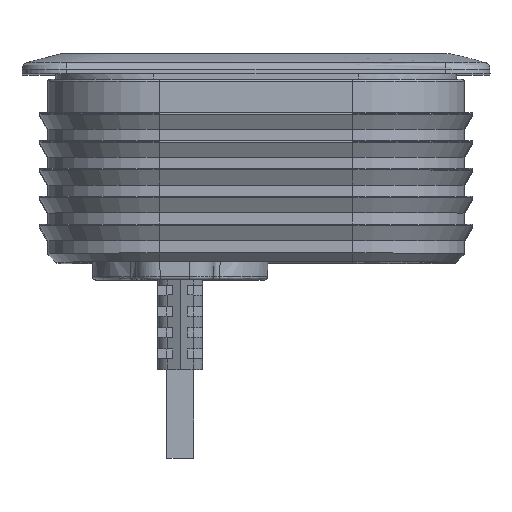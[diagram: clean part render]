
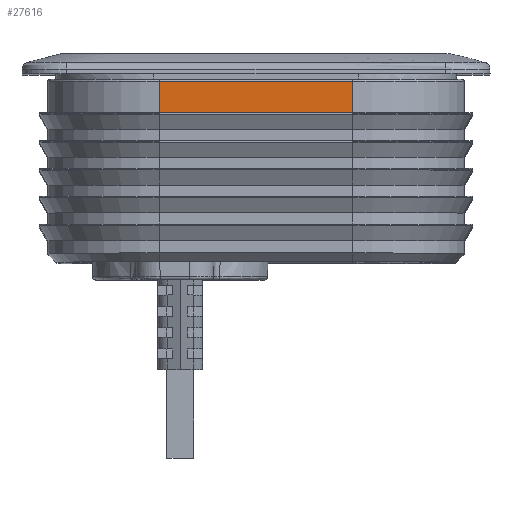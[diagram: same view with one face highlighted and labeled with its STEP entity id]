
A CAD part, top view. The second image highlights one B-rep face of the part: STEP entity #27616.
In plain terms, the highlighted planar face has unit normal (0, 0, 1).
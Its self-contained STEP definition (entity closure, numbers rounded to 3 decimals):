
#246 = EDGE_CURVE ( 'NONE', #17581, #20898, #4129, .T. ) ;
#1388 = DIRECTION ( 'NONE',  ( 1., 0., 0. ) ) ;
#3618 = CARTESIAN_POINT ( 'NONE',  ( 8.685, -0.7, 45.01 ) ) ;
#4129 = LINE ( 'NONE', #14460, #17486 ) ;
#4340 = CARTESIAN_POINT ( 'NONE',  ( 19.535, -3.5, 45.01 ) ) ;
#4971 = VERTEX_POINT ( 'NONE', #31589 ) ;
#5327 = AXIS2_PLACEMENT_3D ( 'NONE', #37621, #19674, #1388 ) ;
#5870 = CARTESIAN_POINT ( 'NONE',  ( 8.685, 0., 45.01 ) ) ;
#6937 = ORIENTED_EDGE ( 'NONE', *, *, #246, .F. ) ;
#7156 = EDGE_CURVE ( 'NONE', #17581, #4971, #28022, .T. ) ;
#10469 = DIRECTION ( 'NONE',  ( 1., 0., 0. ) ) ;
#11624 = VECTOR ( 'NONE', #29971, 1000. ) ;
#11984 = EDGE_CURVE ( 'NONE', #20898, #14601, #33829, .T. ) ;
#12055 = DIRECTION ( 'NONE',  ( 0., 1., 0. ) ) ;
#12679 = EDGE_LOOP ( 'NONE', ( #6937, #18607, #30524, #25752 ) ) ;
#14460 = CARTESIAN_POINT ( 'NONE',  ( -8.685, 0., 45.01 ) ) ;
#14601 = VERTEX_POINT ( 'NONE', #3618 ) ;
#17469 = CARTESIAN_POINT ( 'NONE',  ( -8.685, -3.5, 45.01 ) ) ;
#17486 = VECTOR ( 'NONE', #12055, 1000. ) ;
#17581 = VERTEX_POINT ( 'NONE', #17469 ) ;
#17968 = CARTESIAN_POINT ( 'NONE',  ( 8.685, -0.7, 45.01 ) ) ;
#18607 = ORIENTED_EDGE ( 'NONE', *, *, #7156, .T. ) ;
#19281 = VECTOR ( 'NONE', #21079, 1000. ) ;
#19674 = DIRECTION ( 'NONE',  ( 0., 0., 1. ) ) ;
#19995 = VECTOR ( 'NONE', #10469, 1000. ) ;
#20898 = VERTEX_POINT ( 'NONE', #37274 ) ;
#21079 = DIRECTION ( 'NONE',  ( 0., -1., 0. ) ) ;
#25752 = ORIENTED_EDGE ( 'NONE', *, *, #11984, .F. ) ;
#26342 = LINE ( 'NONE', #5870, #19281 ) ;
#27616 = ADVANCED_FACE ( 'NONE', ( #32660 ), #28637, .T. ) ;
#28022 = LINE ( 'NONE', #4340, #19995 ) ;
#28637 = PLANE ( 'NONE',  #5327 ) ;
#29971 = DIRECTION ( 'NONE',  ( 1., 0., 0. ) ) ;
#30524 = ORIENTED_EDGE ( 'NONE', *, *, #34230, .F. ) ;
#31589 = CARTESIAN_POINT ( 'NONE',  ( 8.685, -3.5, 45.01 ) ) ;
#32660 = FACE_OUTER_BOUND ( 'NONE', #12679, .T. ) ;
#33829 = LINE ( 'NONE', #17968, #11624 ) ;
#34230 = EDGE_CURVE ( 'NONE', #14601, #4971, #26342, .T. ) ;
#37274 = CARTESIAN_POINT ( 'NONE',  ( -8.685, -0.7, 45.01 ) ) ;
#37621 = CARTESIAN_POINT ( 'NONE',  ( 8.685, -0.5, 45.01 ) ) ;
